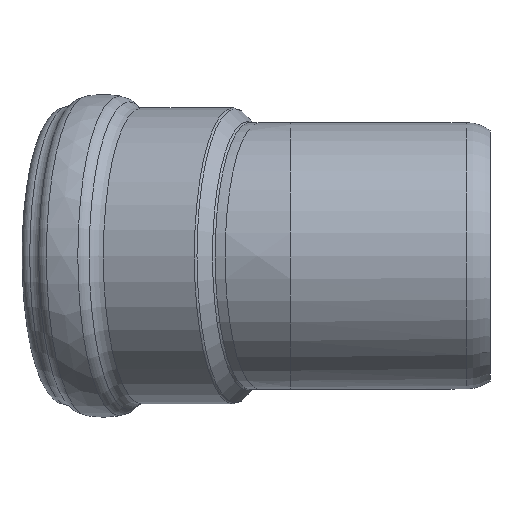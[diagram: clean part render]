
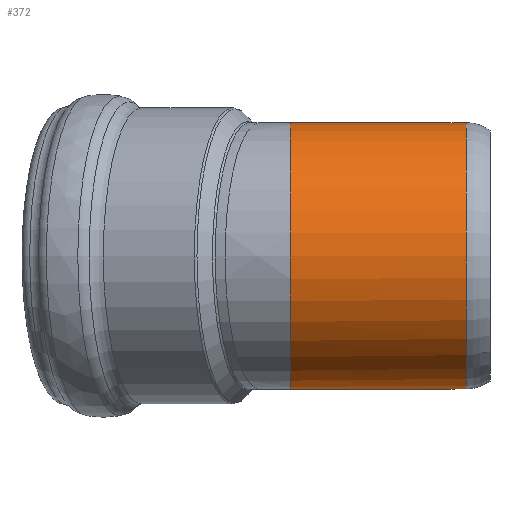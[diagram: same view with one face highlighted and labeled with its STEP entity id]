
A CAD part, left-side view. The second image highlights one B-rep face of the part: STEP entity #372.
In plain terms, the highlighted cylindrical face has radius 39 mm (diameter 78 mm), a full revolution.
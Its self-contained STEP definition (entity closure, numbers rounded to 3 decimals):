
#28=ELLIPSE('',#387,39.363,39.);
#36=CYLINDRICAL_SURFACE('',#435,39.);
#62=FACE_BOUND('',#150,.T.);
#93=FACE_OUTER_BOUND('',#149,.T.);
#149=EDGE_LOOP('',(#324));
#150=EDGE_LOOP('',(#325,#326));
#157=CIRCLE('',#385,39.);
#159=CIRCLE('',#388,39.);
#190=VERTEX_POINT('',#576);
#192=VERTEX_POINT('',#604);
#193=VERTEX_POINT('',#612);
#223=EDGE_CURVE('',#190,#190,#157,.T.);
#226=EDGE_CURVE('',#192,#193,#28,.T.);
#228=EDGE_CURVE('',#193,#192,#159,.T.);
#324=ORIENTED_EDGE('',*,*,#223,.T.);
#325=ORIENTED_EDGE('',*,*,#226,.F.);
#326=ORIENTED_EDGE('',*,*,#228,.F.);
#372=ADVANCED_FACE('',(#93,#62),#36,.T.);
#385=AXIS2_PLACEMENT_3D('',#577,#457,#458);
#387=AXIS2_PLACEMENT_3D('',#613,#461,#462);
#388=AXIS2_PLACEMENT_3D('',#648,#463,#464);
#435=AXIS2_PLACEMENT_3D('',#776,#557,#558);
#457=DIRECTION('center_axis',(0.,1.,0.));
#458=DIRECTION('ref_axis',(1.,0.,0.));
#461=DIRECTION('center_axis',(0.135,0.991,0.));
#462=DIRECTION('ref_axis',(0.991,-0.135,0.));
#463=DIRECTION('center_axis',(0.,1.,0.));
#464=DIRECTION('ref_axis',(1.,0.,0.));
#557=DIRECTION('center_axis',(0.,1.,0.));
#558=DIRECTION('ref_axis',(1.,0.,0.));
#576=CARTESIAN_POINT('',(-39.,7.,0.));
#577=CARTESIAN_POINT('Origin',(0.,7.,0.));
#604=CARTESIAN_POINT('',(33.222,58.458,20.428));
#612=CARTESIAN_POINT('',(33.222,58.458,-20.428));
#613=CARTESIAN_POINT('Origin',(0.,63.,0.));
#648=CARTESIAN_POINT('Origin',(0.,58.458,0.));
#776=CARTESIAN_POINT('Origin',(0.,0.,0.));
